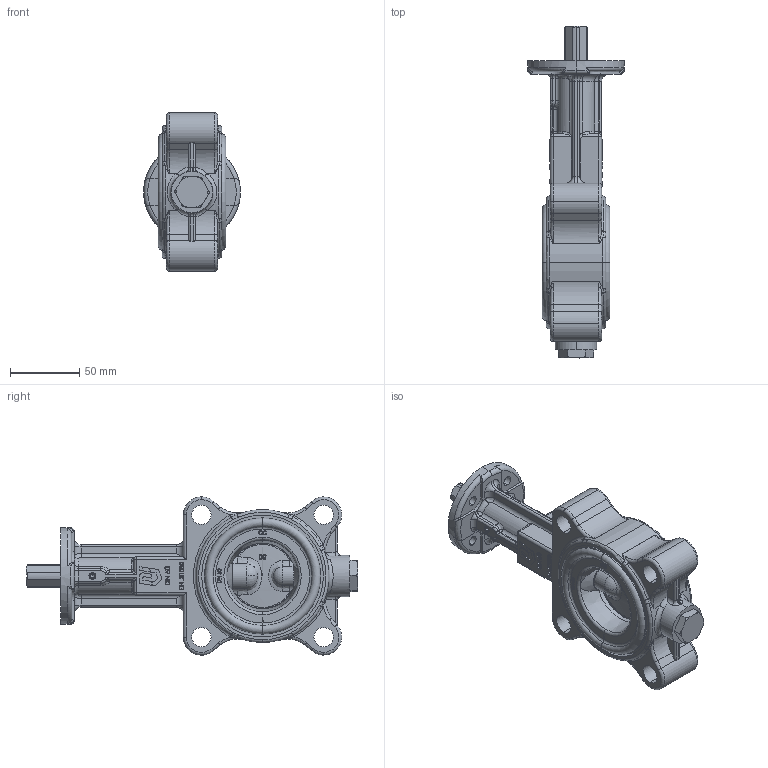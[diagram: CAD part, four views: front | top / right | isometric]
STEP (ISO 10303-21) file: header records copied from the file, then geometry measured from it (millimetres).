
FILE_DESCRIPTION (( 'STEP AP214' ), '1' );
FILE_NAME ('AK02_DN050_PN16.STEP', '2022-07-19T11:17:53', ( '' ), ( '' ), 'SwSTEP 2.0', 'SolidWorks 2021', '' );
FILE_SCHEMA (( 'AUTOMOTIVE_DESIGN' ));
Length unit declared in the file: millimetre
Products named in the file (1): AK02_DN050_PN16
Bounding box: 70 x 240 x 114.39 mm (x, y, z)
Volume: 471943.4 mm3; surface area: 90325.5 mm2
Topology: 1 solids, 10 shells, 1128 faces, 2879 edges, 1797 vertices
Faces by surface type: plane 395, bspline 291, cylinder 239, torus 136, cone 44, sphere 23
Entity records: 65832 total; most frequent: CARTESIAN_POINT 29460, ORIENTED_EDGE 5684, DIRECTION 4389, EDGE_CURVE 2842, VERTEX_POINT 1794, AXIS2_PLACEMENT_3D 1558, VECTOR 1273, LINE 1273
